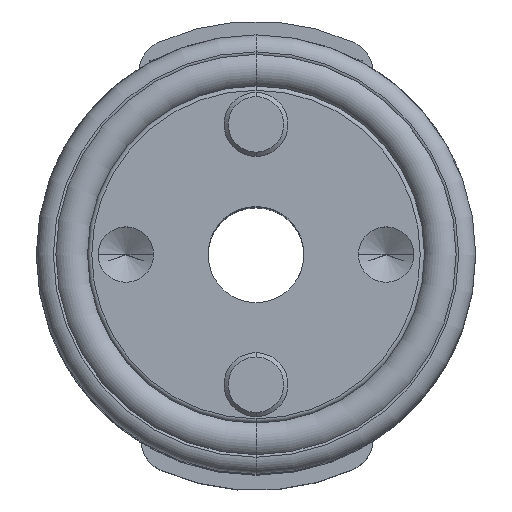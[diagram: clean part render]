
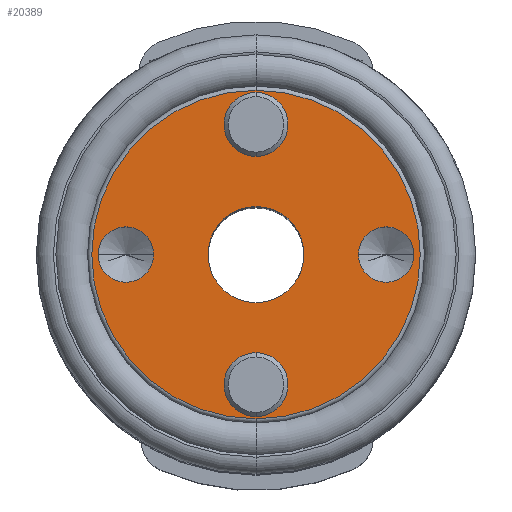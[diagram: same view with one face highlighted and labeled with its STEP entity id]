
A CAD part, top view. The second image highlights one B-rep face of the part: STEP entity #20389.
In plain terms, the highlighted planar face has unit normal (0, 0, 1).
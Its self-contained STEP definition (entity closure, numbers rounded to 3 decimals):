
#3523=CARTESIAN_POINT('',(0.,0.,33.5));
#3524=DIRECTION('',(0.,0.,1.));
#3525=DIRECTION('',(0.,1.,0.));
#3526=AXIS2_PLACEMENT_3D('',#3523,#3524,#3525);
#3528=CARTESIAN_POINT('',(0.,0.,33.5));
#3529=DIRECTION('',(0.,0.,1.));
#3530=DIRECTION('',(0.,-1.,0.));
#3531=AXIS2_PLACEMENT_3D('',#3528,#3529,#3530);
#3533=CARTESIAN_POINT('',(0.,0.,33.5));
#3534=DIRECTION('',(0.,0.,-1.));
#3535=DIRECTION('',(0.,-1.,0.));
#3536=AXIS2_PLACEMENT_3D('',#3533,#3534,#3535);
#3538=CARTESIAN_POINT('',(0.,0.,33.5));
#3539=DIRECTION('',(0.,0.,-1.));
#3540=DIRECTION('',(0.,1.,0.));
#3541=AXIS2_PLACEMENT_3D('',#3538,#3539,#3540);
#3543=CARTESIAN_POINT('',(6.1,0.,33.5));
#3544=DIRECTION('',(0.,0.,-1.));
#3545=DIRECTION('',(1.,0.,0.));
#3546=AXIS2_PLACEMENT_3D('',#3543,#3544,#3545);
#3548=CARTESIAN_POINT('',(6.1,0.,33.5));
#3549=DIRECTION('',(0.,0.,-1.));
#3550=DIRECTION('',(-1.,0.,0.));
#3551=AXIS2_PLACEMENT_3D('',#3548,#3549,#3550);
#3553=CARTESIAN_POINT('',(-6.1,0.,33.5));
#3554=DIRECTION('',(0.,0.,1.));
#3555=DIRECTION('',(-1.,0.,0.));
#3556=AXIS2_PLACEMENT_3D('',#3553,#3554,#3555);
#3558=CARTESIAN_POINT('',(-6.1,0.,33.5));
#3559=DIRECTION('',(0.,0.,1.));
#3560=DIRECTION('',(1.,0.,0.));
#3561=AXIS2_PLACEMENT_3D('',#3558,#3559,#3560);
#3563=CARTESIAN_POINT('',(0.,-6.1,33.5));
#3564=DIRECTION('',(0.,0.,1.));
#3565=DIRECTION('',(0.,-1.,0.));
#3566=AXIS2_PLACEMENT_3D('',#3563,#3564,#3565);
#3568=CARTESIAN_POINT('',(0.,-6.1,33.5));
#3569=DIRECTION('',(0.,0.,1.));
#3570=DIRECTION('',(0.,1.,0.));
#3571=AXIS2_PLACEMENT_3D('',#3568,#3569,#3570);
#3573=CARTESIAN_POINT('',(0.,6.1,33.5));
#3574=DIRECTION('',(0.,0.,1.));
#3575=DIRECTION('',(0.,-1.,0.));
#3576=AXIS2_PLACEMENT_3D('',#3573,#3574,#3575);
#3578=CARTESIAN_POINT('',(0.,6.1,33.5));
#3579=DIRECTION('',(0.,0.,1.));
#3580=DIRECTION('',(0.,1.,0.));
#3581=AXIS2_PLACEMENT_3D('',#3578,#3579,#3580);
#13062=CARTESIAN_POINT('',(0.,-2.25,33.5));
#13063=CARTESIAN_POINT('',(0.,2.25,33.5));
#13064=VERTEX_POINT('',#13062);
#13065=VERTEX_POINT('',#13063);
#13070=CARTESIAN_POINT('',(0.,7.7,33.5));
#13071=CARTESIAN_POINT('',(0.,-7.7,33.5));
#13072=VERTEX_POINT('',#13070);
#13073=VERTEX_POINT('',#13071);
#13122=CARTESIAN_POINT('',(7.4,0.,33.5));
#13123=CARTESIAN_POINT('',(4.8,0.,33.5));
#13124=VERTEX_POINT('',#13122);
#13125=VERTEX_POINT('',#13123);
#13132=CARTESIAN_POINT('',(-7.4,0.,33.5));
#13133=CARTESIAN_POINT('',(-4.8,0.,33.5));
#13134=VERTEX_POINT('',#13132);
#13135=VERTEX_POINT('',#13133);
#13993=CARTESIAN_POINT('',(0.,-7.6,33.5));
#13994=CARTESIAN_POINT('',(0.,-4.6,33.5));
#13995=VERTEX_POINT('',#13993);
#13996=VERTEX_POINT('',#13994);
#14017=CARTESIAN_POINT('',(0.,4.6,33.5));
#14018=CARTESIAN_POINT('',(0.,7.6,33.5));
#14019=VERTEX_POINT('',#14017);
#14020=VERTEX_POINT('',#14018);
#20349=CARTESIAN_POINT('',(0.,0.,33.5));
#20350=DIRECTION('',(0.,0.,1.));
#20351=DIRECTION('',(0.,1.,0.));
#20352=AXIS2_PLACEMENT_3D('',#20349,#20350,#20351);
#20353=PLANE('',#20352);
#20355=ORIENTED_EDGE('',*,*,#20354,.F.);
#20357=ORIENTED_EDGE('',*,*,#20356,.F.);
#20358=EDGE_LOOP('',(#20355,#20357));
#20359=FACE_OUTER_BOUND('',#20358,.F.);
#20361=ORIENTED_EDGE('',*,*,#20360,.F.);
#20362=ORIENTED_EDGE('',*,*,#20332,.F.);
#20363=EDGE_LOOP('',(#20361,#20362));
#20364=FACE_BOUND('',#20363,.F.);
#20366=ORIENTED_EDGE('',*,*,#20365,.F.);
#20368=ORIENTED_EDGE('',*,*,#20367,.F.);
#20369=EDGE_LOOP('',(#20366,#20368));
#20370=FACE_BOUND('',#20369,.F.);
#20372=ORIENTED_EDGE('',*,*,#20371,.T.);
#20374=ORIENTED_EDGE('',*,*,#20373,.T.);
#20375=EDGE_LOOP('',(#20372,#20374));
#20376=FACE_BOUND('',#20375,.F.);
#20378=ORIENTED_EDGE('',*,*,#20377,.T.);
#20380=ORIENTED_EDGE('',*,*,#20379,.T.);
#20381=EDGE_LOOP('',(#20378,#20380));
#20382=FACE_BOUND('',#20381,.F.);
#20384=ORIENTED_EDGE('',*,*,#20383,.T.);
#20386=ORIENTED_EDGE('',*,*,#20385,.T.);
#20387=EDGE_LOOP('',(#20384,#20386));
#20388=FACE_BOUND('',#20387,.F.);
#20389=ADVANCED_FACE('',(#20359,#20364,#20370,#20376,#20382,#20388),#20353,.T.);
#3527=CIRCLE('',#3526,7.7);
#3532=CIRCLE('',#3531,7.7);
#3537=CIRCLE('',#3536,2.25);
#3542=CIRCLE('',#3541,2.25);
#3547=CIRCLE('',#3546,1.3);
#3552=CIRCLE('',#3551,1.3);
#3557=CIRCLE('',#3556,1.3);
#3562=CIRCLE('',#3561,1.3);
#3567=CIRCLE('',#3566,1.5);
#3572=CIRCLE('',#3571,1.5);
#3577=CIRCLE('',#3576,1.5);
#3582=CIRCLE('',#3581,1.5);
#20332=EDGE_CURVE('',#13065,#13064,#3542,.T.);
#20354=EDGE_CURVE('',#13072,#13073,#3527,.T.);
#20356=EDGE_CURVE('',#13073,#13072,#3532,.T.);
#20360=EDGE_CURVE('',#13064,#13065,#3537,.T.);
#20365=EDGE_CURVE('',#13124,#13125,#3547,.T.);
#20367=EDGE_CURVE('',#13125,#13124,#3552,.T.);
#20371=EDGE_CURVE('',#13134,#13135,#3557,.T.);
#20373=EDGE_CURVE('',#13135,#13134,#3562,.T.);
#20377=EDGE_CURVE('',#13995,#13996,#3567,.T.);
#20379=EDGE_CURVE('',#13996,#13995,#3572,.T.);
#20383=EDGE_CURVE('',#14019,#14020,#3577,.T.);
#20385=EDGE_CURVE('',#14020,#14019,#3582,.T.);
